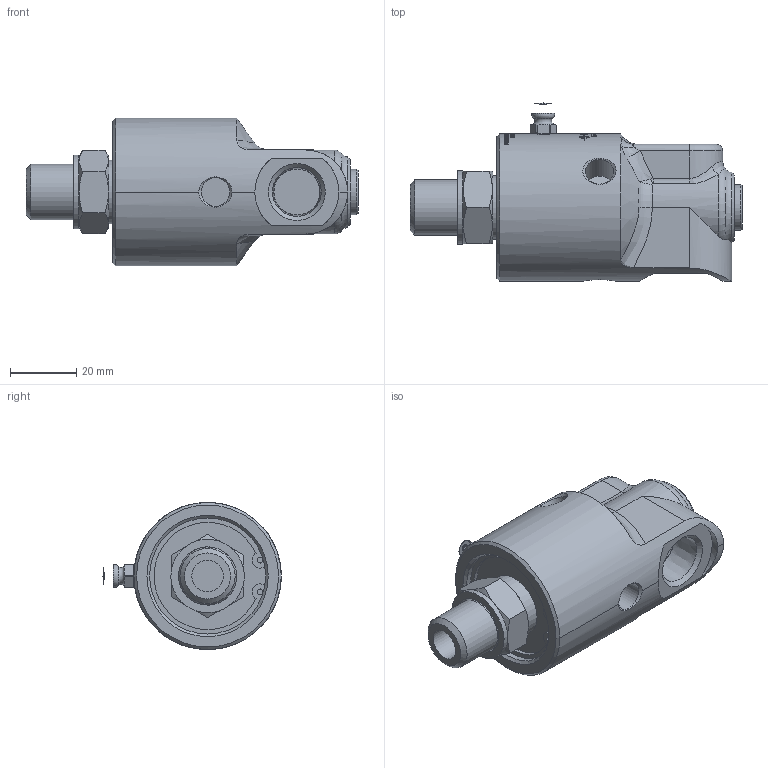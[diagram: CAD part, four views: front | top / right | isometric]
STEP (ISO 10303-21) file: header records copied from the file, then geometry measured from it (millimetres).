
FILE_DESCRIPTION(/* description */ (''),/* implementation_level */ '2;1');
FILE_NAME(/* name */ '57-000-094-IC.stp',/* time_stamp */ '2020-10-29T15:17:58-05:00',/* author */ ('nreyna'),/* organization */ (''),/* preprocessor_version */ 'ST-DEVELOPER v18',/* originating_system */ 'Autodesk Inventor 2020',/* authorisation */ '');
FILE_SCHEMA (('AUTOMOTIVE_DESIGN { 1 0 10303 214 3 1 1 }'));
Length unit declared in the file: millimetre
Products named in the file (1): 57-000-094-IC
Bounding box: 100.3 x 53.91 x 44.5 mm (x, y, z)
Volume: 88868.6 mm3; surface area: 17158.9 mm2
Topology: 1 solids, 1 shells, 871 faces, 2329 edges, 1552 vertices
Faces by surface type: bspline 361, plane 349, cylinder 114, cone 37, torus 10
Full cylindrical faces by diameter (mm): 1.739 x2, 2.005 x1, 6.35 x1, 8.6 x3, 9.5 x1, 13.889 x1, 16.66 x1, 17.6 x1, 19.15 x1, 22.2 x1, 35.05 x1, 37.18 x1
Entity records: 36071 total; most frequent: CARTESIAN_POINT 16114, ORIENTED_EDGE 4656, DIRECTION 3094, EDGE_CURVE 2328, VERTEX_POINT 1552, AXIS2_PLACEMENT_3D 1059, LINE 976, VECTOR 976
